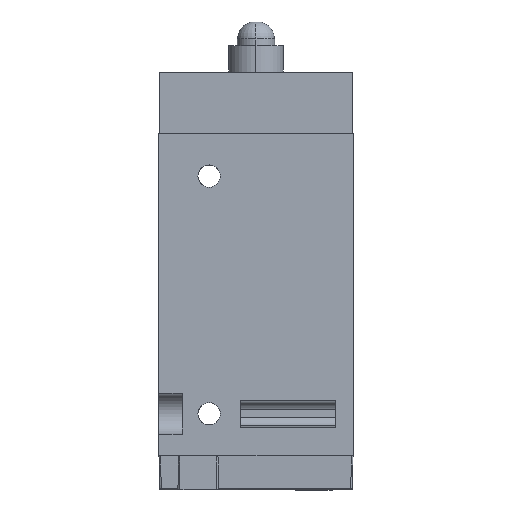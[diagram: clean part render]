
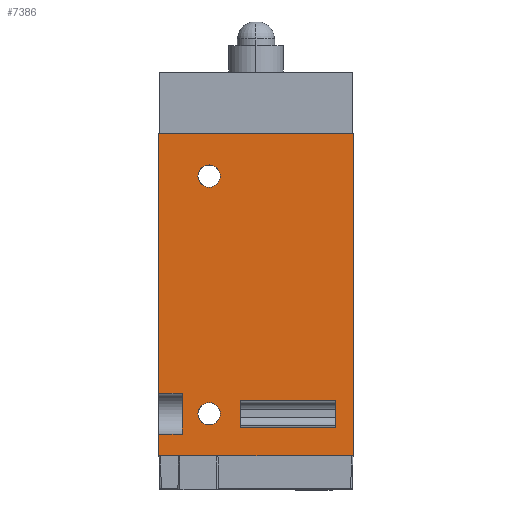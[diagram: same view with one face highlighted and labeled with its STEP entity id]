
A CAD part, top view. The second image highlights one B-rep face of the part: STEP entity #7386.
In plain terms, the highlighted face is planar.
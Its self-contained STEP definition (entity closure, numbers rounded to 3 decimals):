
#11 = PLANE ( 'NONE',  #13284 ) ;
#12 = CARTESIAN_POINT ( 'NONE',  ( 9.2, -14.35, 24.2 ) ) ;
#13 = DIRECTION ( 'NONE',  ( -1., 0., 0. ) ) ;
#14 = DIRECTION ( 'NONE',  ( 0., 0., 1. ) ) ;
#1065 = VERTEX_POINT ( 'NONE', #1672 ) ;
#1124 = VERTEX_POINT ( 'NONE', #1731 ) ;
#1127 = VERTEX_POINT ( 'NONE', #1734 ) ;
#1136 = VERTEX_POINT ( 'NONE', #1743 ) ;
#1203 = VERTEX_POINT ( 'NONE', #1810 ) ;
#1240 = VERTEX_POINT ( 'NONE', #34160 ) ;
#1274 = VERTEX_POINT ( 'NONE', #34194 ) ;
#1294 = VERTEX_POINT ( 'NONE', #34214 ) ;
#1323 = VERTEX_POINT ( 'NONE', #34243 ) ;
#1325 = VERTEX_POINT ( 'NONE', #34245 ) ;
#1672 = CARTESIAN_POINT ( 'NONE',  ( 9.2, 6.9, 15.85 ) ) ;
#1731 = CARTESIAN_POINT ( 'NONE',  ( 9.2, -11.65, 15.5 ) ) ;
#1734 = CARTESIAN_POINT ( 'NONE',  ( 9.2, 14.35, 20.5 ) ) ;
#1743 = CARTESIAN_POINT ( 'NONE',  ( 9.2, 14.35, -23.7 ) ) ;
#1810 = CARTESIAN_POINT ( 'NONE',  ( 9.2, 6.9, -15.85 ) ) ;
#3947 = LINE ( 'NONE', #16611, #3951 ) ;
#3951 = VECTOR ( 'NONE', #16613, 1000. ) ;
#6530 = VERTEX_POINT ( 'NONE', #34263 ) ;
#6560 = VERTEX_POINT ( 'NONE', #34279 ) ;
#6566 = VERTEX_POINT ( 'NONE', #34282 ) ;
#6572 = VERTEX_POINT ( 'NONE', #34285 ) ;
#7386 = ADVANCED_FACE ( 'NONE', ( #31663, #31664, #31665, #31666 ), #11, .F. ) ;
#10652 = ORIENTED_EDGE ( 'NONE', *, *, #22027, .T. ) ;
#10653 = ORIENTED_EDGE ( 'NONE', *, *, #12490, .F. ) ;
#10654 = ORIENTED_EDGE ( 'NONE', *, *, #12462, .F. ) ;
#10655 = ORIENTED_EDGE ( 'NONE', *, *, #12492, .T. ) ;
#10656 = ORIENTED_EDGE ( 'NONE', *, *, #12540, .F. ) ;
#10968 = ORIENTED_EDGE ( 'NONE', *, *, #12536, .F. ) ;
#10969 = ORIENTED_EDGE ( 'NONE', *, *, #12512, .F. ) ;
#10970 = ORIENTED_EDGE ( 'NONE', *, *, #12523, .F. ) ;
#10971 = ORIENTED_EDGE ( 'NONE', *, *, #12527, .T. ) ;
#10972 = ORIENTED_EDGE ( 'NONE', *, *, #12507, .F. ) ;
#10973 = ORIENTED_EDGE ( 'NONE', *, *, #12661, .F. ) ;
#10974 = ORIENTED_EDGE ( 'NONE', *, *, #12510, .F. ) ;
#10975 = ORIENTED_EDGE ( 'NONE', *, *, #12514, .F. ) ;
#10976 = ORIENTED_EDGE ( 'NONE', *, *, #12686, .F. ) ;
#10979 = ORIENTED_EDGE ( 'NONE', *, *, #12533, .T. ) ;
#10980 = ORIENTED_EDGE ( 'NONE', *, *, #12501, .F. ) ;
#10999 = EDGE_LOOP ( 'NONE', ( #10975, #10976 ) ) ;
#11027 = EDGE_LOOP ( 'NONE', ( #10974, #10973 ) ) ;
#11183 = EDGE_LOOP ( 'NONE', ( #10969, #10968, #10980, #10656, #10655, #10654, #10653, #10652 ) ) ;
#11187 = EDGE_LOOP ( 'NONE', ( #10972, #10979, #10971, #10970 ) ) ;
#11887 = LINE ( 'NONE', #16091, #11888 ) ;
#11888 = VECTOR ( 'NONE', #16092, 1000. ) ;
#11896 = LINE ( 'NONE', #16229, #11898 ) ;
#11898 = VECTOR ( 'NONE', #16231, 1000. ) ;
#11899 = LINE ( 'NONE', #16234, #11900 ) ;
#11900 = VECTOR ( 'NONE', #16236, 1000. ) ;
#11905 = LINE ( 'NONE', #16254, #11906 ) ;
#11906 = VECTOR ( 'NONE', #16256, 1000. ) ;
#11910 = LINE ( 'NONE', #16268, #11911 ) ;
#11911 = VECTOR ( 'NONE', #16269, 1000. ) ;
#11912 = LINE ( 'NONE', #16277, #11914 ) ;
#11913 = CIRCLE ( 'NONE', #13738, 1.65 ) ;
#11914 = VECTOR ( 'NONE', #16279, 1000. ) ;
#11916 = CIRCLE ( 'NONE', #13739, 1.65 ) ;
#11922 = LINE ( 'NONE', #16303, #11923 ) ;
#11923 = VECTOR ( 'NONE', #16305, 1000. ) ;
#11926 = LINE ( 'NONE', #16313, #11927 ) ;
#11927 = VECTOR ( 'NONE', #16315, 1000. ) ;
#11929 = LINE ( 'NONE', #16331, #11931 ) ;
#11931 = VECTOR ( 'NONE', #16333, 1000. ) ;
#11932 = LINE ( 'NONE', #16336, #11933 ) ;
#11933 = VECTOR ( 'NONE', #16338, 1000. ) ;
#11936 = LINE ( 'NONE', #16346, #11937 ) ;
#11937 = VECTOR ( 'NONE', #16348, 1000. ) ;
#12021 = CIRCLE ( 'NONE', #13768, 1.65 ) ;
#12044 = CIRCLE ( 'NONE', #13773, 1.65 ) ;
#12462 = EDGE_CURVE ( 'NONE', #1274, #1127, #11887, .T. ) ;
#12490 = EDGE_CURVE ( 'NONE', #1294, #1274, #11896, .T. ) ;
#12492 = EDGE_CURVE ( 'NONE', #1323, #1127, #11899, .T. ) ;
#12501 = EDGE_CURVE ( 'NONE', #1325, #6572, #11905, .T. ) ;
#12507 = EDGE_CURVE ( 'NONE', #6566, #19370, #11910, .T. ) ;
#12510 = EDGE_CURVE ( 'NONE', #1065, #21574, #11913, .T. ) ;
#12512 = EDGE_CURVE ( 'NONE', #1136, #6560, #11912, .T. ) ;
#12514 = EDGE_CURVE ( 'NONE', #1240, #1203, #11916, .T. ) ;
#12523 = EDGE_CURVE ( 'NONE', #19370, #6530, #11922, .T. ) ;
#12527 = EDGE_CURVE ( 'NONE', #1124, #6530, #11926, .T. ) ;
#12533 = EDGE_CURVE ( 'NONE', #6566, #1124, #11929, .T. ) ;
#12536 = EDGE_CURVE ( 'NONE', #6572, #1136, #11932, .T. ) ;
#12540 = EDGE_CURVE ( 'NONE', #1323, #1325, #11936, .T. ) ;
#12661 = EDGE_CURVE ( 'NONE', #21574, #1065, #12021, .T. ) ;
#12686 = EDGE_CURVE ( 'NONE', #1203, #1240, #12044, .T. ) ;
#13284 = AXIS2_PLACEMENT_3D ( 'NONE', #12, #13, #14 ) ;
#13738 = AXIS2_PLACEMENT_3D ( 'NONE', #16272, #16273, #16275 ) ;
#13739 = AXIS2_PLACEMENT_3D ( 'NONE', #16281, #16283, #16285 ) ;
#13768 = AXIS2_PLACEMENT_3D ( 'NONE', #16680, #16682, #16684 ) ;
#13773 = AXIS2_PLACEMENT_3D ( 'NONE', #16773, #16775, #16777 ) ;
#16091 = CARTESIAN_POINT ( 'NONE',  ( 9.2, 14.35, 24.2 ) ) ;
#16092 = DIRECTION ( 'NONE',  ( 0., 0., -1. ) ) ;
#16229 = CARTESIAN_POINT ( 'NONE',  ( 9.2, -14.35, 23.7 ) ) ;
#16231 = DIRECTION ( 'NONE',  ( 0., 1., 0. ) ) ;
#16234 = CARTESIAN_POINT ( 'NONE',  ( 9.2, 10.85, 20.5 ) ) ;
#16236 = DIRECTION ( 'NONE',  ( 0., 1., 0. ) ) ;
#16254 = CARTESIAN_POINT ( 'NONE',  ( 9.2, 10.85, 14.5 ) ) ;
#16256 = DIRECTION ( 'NONE',  ( 0., 1., 0. ) ) ;
#16268 = CARTESIAN_POINT ( 'NONE',  ( 9.2, 2.35, 19.5 ) ) ;
#16269 = DIRECTION ( 'NONE',  ( 0., 0., 1. ) ) ;
#16272 = CARTESIAN_POINT ( 'NONE',  ( 9.2, 6.9, 17.5 ) ) ;
#16273 = DIRECTION ( 'NONE',  ( 1., 0., 0. ) ) ;
#16275 = DIRECTION ( 'NONE',  ( 0., 0., -1. ) ) ;
#16277 = CARTESIAN_POINT ( 'NONE',  ( 9.2, -14.35, -23.7 ) ) ;
#16279 = DIRECTION ( 'NONE',  ( 0., -1., 0. ) ) ;
#16281 = CARTESIAN_POINT ( 'NONE',  ( 9.2, 6.9, -17.5 ) ) ;
#16283 = DIRECTION ( 'NONE',  ( 1., 0., 0. ) ) ;
#16285 = DIRECTION ( 'NONE',  ( 0., 0., -1. ) ) ;
#16303 = CARTESIAN_POINT ( 'NONE',  ( 9.2, 2.35, 19.5 ) ) ;
#16305 = DIRECTION ( 'NONE',  ( 0., -1., 0. ) ) ;
#16313 = CARTESIAN_POINT ( 'NONE',  ( 9.2, -11.65, 19.5 ) ) ;
#16315 = DIRECTION ( 'NONE',  ( 0., 0., 1. ) ) ;
#16331 = CARTESIAN_POINT ( 'NONE',  ( 9.2, 2.35, 15.5 ) ) ;
#16333 = DIRECTION ( 'NONE',  ( 0., -1., 0. ) ) ;
#16336 = CARTESIAN_POINT ( 'NONE',  ( 9.2, 14.35, 24.2 ) ) ;
#16338 = DIRECTION ( 'NONE',  ( 0., 0., -1. ) ) ;
#16346 = CARTESIAN_POINT ( 'NONE',  ( 9.2, 10.85, 20.5 ) ) ;
#16348 = DIRECTION ( 'NONE',  ( 0., 0., -1. ) ) ;
#16611 = CARTESIAN_POINT ( 'NONE',  ( 9.2, -14.35, 24.2 ) ) ;
#16613 = DIRECTION ( 'NONE',  ( 0., 0., -1. ) ) ;
#16680 = CARTESIAN_POINT ( 'NONE',  ( 9.2, 6.9, 17.5 ) ) ;
#16682 = DIRECTION ( 'NONE',  ( 1., 0., 0. ) ) ;
#16684 = DIRECTION ( 'NONE',  ( 0., 0., -1. ) ) ;
#16773 = CARTESIAN_POINT ( 'NONE',  ( 9.2, 6.9, -17.5 ) ) ;
#16775 = DIRECTION ( 'NONE',  ( 1., 0., 0. ) ) ;
#16777 = DIRECTION ( 'NONE',  ( 0., 0., -1. ) ) ;
#19370 = VERTEX_POINT ( 'NONE', #24202 ) ;
#21574 = VERTEX_POINT ( 'NONE', #24402 ) ;
#22027 = EDGE_CURVE ( 'NONE', #1294, #6560, #3947, .T. ) ;
#24202 = CARTESIAN_POINT ( 'NONE',  ( 9.2, 2.35, 19.5 ) ) ;
#24402 = CARTESIAN_POINT ( 'NONE',  ( 9.2, 6.9, 19.15 ) ) ;
#31663 = FACE_BOUND ( 'NONE', #10999, .T. ) ;
#31664 = FACE_BOUND ( 'NONE', #11027, .T. ) ;
#31665 = FACE_BOUND ( 'NONE', #11187, .T. ) ;
#31666 = FACE_OUTER_BOUND ( 'NONE', #11183, .T. ) ;
#34160 = CARTESIAN_POINT ( 'NONE',  ( 9.2, 6.9, -19.15 ) ) ;
#34194 = CARTESIAN_POINT ( 'NONE',  ( 9.2, 14.35, 23.7 ) ) ;
#34214 = CARTESIAN_POINT ( 'NONE',  ( 9.2, -14.35, 23.7 ) ) ;
#34243 = CARTESIAN_POINT ( 'NONE',  ( 9.2, 10.85, 20.5 ) ) ;
#34245 = CARTESIAN_POINT ( 'NONE',  ( 9.2, 10.85, 14.5 ) ) ;
#34263 = CARTESIAN_POINT ( 'NONE',  ( 9.2, -11.65, 19.5 ) ) ;
#34279 = CARTESIAN_POINT ( 'NONE',  ( 9.2, -14.35, -23.7 ) ) ;
#34282 = CARTESIAN_POINT ( 'NONE',  ( 9.2, 2.35, 15.5 ) ) ;
#34285 = CARTESIAN_POINT ( 'NONE',  ( 9.2, 14.35, 14.5 ) ) ;
